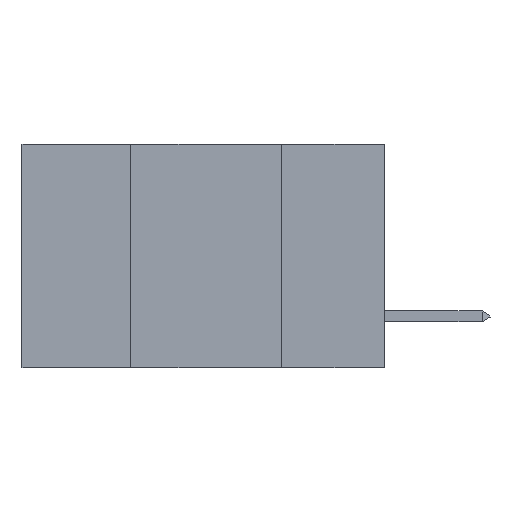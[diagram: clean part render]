
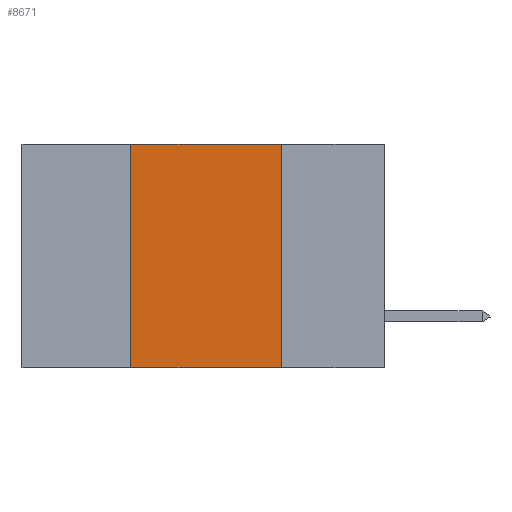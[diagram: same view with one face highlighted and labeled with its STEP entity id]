
A CAD part, left-side view. The second image highlights one B-rep face of the part: STEP entity #8671.
In plain terms, the highlighted planar face has unit normal (-1, 0, 0).
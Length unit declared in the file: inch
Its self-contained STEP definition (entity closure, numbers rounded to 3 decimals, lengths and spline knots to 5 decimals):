
#252 = ORIENTED_EDGE ( 'NONE', *, *, #2294, .T. ) ;
#298 = CARTESIAN_POINT ( 'NONE',  ( 0., 0.17, 0. ) ) ;
#633 = CARTESIAN_POINT ( 'NONE',  ( 0., 0.42, 0. ) ) ;
#692 = EDGE_CURVE ( 'NONE', #11115, #10635, #11360, .T. ) ;
#1074 = DIRECTION ( 'NONE',  ( 1., 0., 0. ) ) ;
#1226 = ORIENTED_EDGE ( 'NONE', *, *, #692, .F. ) ;
#2294 = EDGE_CURVE ( 'NONE', #4925, #10635, #10660, .T. ) ;
#2963 = EDGE_CURVE ( 'NONE', #4925, #4381, #10962, .T. ) ;
#3152 = CARTESIAN_POINT ( 'NONE',  ( 0., 0.6, 0. ) ) ;
#3308 = VECTOR ( 'NONE', #13711, 39.37008 ) ;
#3520 = EDGE_LOOP ( 'NONE', ( #1226, #12739, #11796, #252 ) ) ;
#3965 = LINE ( 'NONE', #6037, #12143 ) ;
#4381 = VERTEX_POINT ( 'NONE', #633 ) ;
#4887 = CARTESIAN_POINT ( 'NONE',  ( 0., 0.42, 0. ) ) ;
#4907 = DIRECTION ( 'NONE',  ( 0., -1., 0. ) ) ;
#4925 = VERTEX_POINT ( 'NONE', #5564 ) ;
#5564 = CARTESIAN_POINT ( 'NONE',  ( 0., 0.42, -0.37 ) ) ;
#6037 = CARTESIAN_POINT ( 'NONE',  ( 0., 0.6, 0. ) ) ;
#6084 = CARTESIAN_POINT ( 'NONE',  ( 0., 0.6, -0.37 ) ) ;
#6387 = PLANE ( 'NONE',  #8662 ) ;
#7202 = DIRECTION ( 'NONE',  ( 0., -1., 0. ) ) ;
#7774 = VECTOR ( 'NONE', #11173, 39.37008 ) ;
#8324 = CARTESIAN_POINT ( 'NONE',  ( 0., 0.17, -0.37 ) ) ;
#8662 = AXIS2_PLACEMENT_3D ( 'NONE', #3152, #1074, #12667 ) ;
#8671 = ADVANCED_FACE ( 'NONE', ( #11869 ), #6387, .F. ) ;
#10089 = EDGE_CURVE ( 'NONE', #4381, #11115, #3965, .T. ) ;
#10545 = CARTESIAN_POINT ( 'NONE',  ( 0., 0.17, 0. ) ) ;
#10635 = VERTEX_POINT ( 'NONE', #8324 ) ;
#10660 = LINE ( 'NONE', #6084, #11502 ) ;
#10962 = LINE ( 'NONE', #4887, #7774 ) ;
#11115 = VERTEX_POINT ( 'NONE', #298 ) ;
#11173 = DIRECTION ( 'NONE',  ( 0., 0., 1. ) ) ;
#11360 = LINE ( 'NONE', #10545, #3308 ) ;
#11502 = VECTOR ( 'NONE', #7202, 39.37008 ) ;
#11796 = ORIENTED_EDGE ( 'NONE', *, *, #2963, .F. ) ;
#11869 = FACE_OUTER_BOUND ( 'NONE', #3520, .T. ) ;
#12143 = VECTOR ( 'NONE', #4907, 39.37008 ) ;
#12667 = DIRECTION ( 'NONE',  ( 0., 0., -1. ) ) ;
#12739 = ORIENTED_EDGE ( 'NONE', *, *, #10089, .F. ) ;
#13711 = DIRECTION ( 'NONE',  ( 0., 0., -1. ) ) ;
